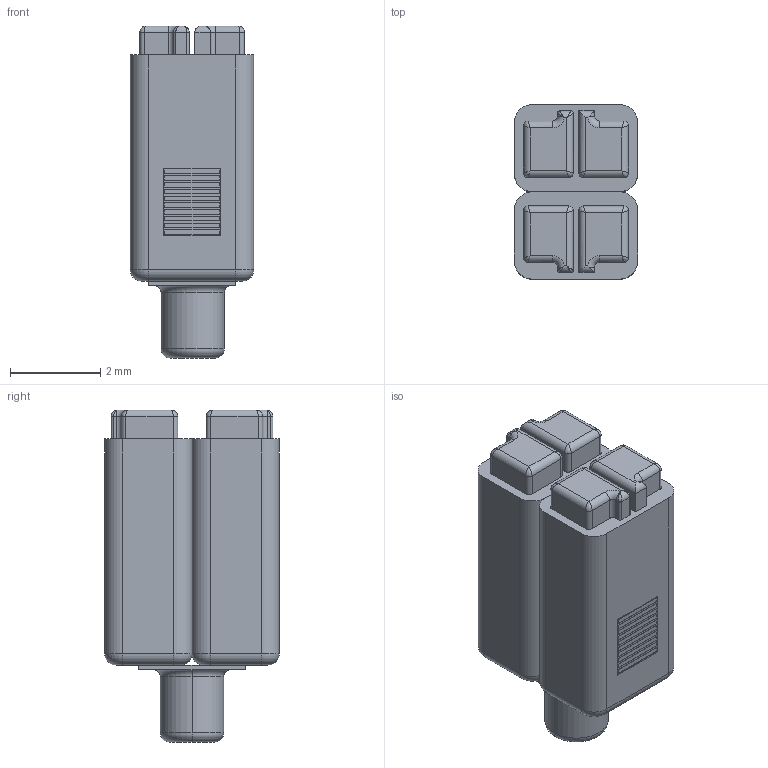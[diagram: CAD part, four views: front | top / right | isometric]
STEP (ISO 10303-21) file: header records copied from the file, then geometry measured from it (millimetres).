
FILE_DESCRIPTION (( 'STEP AP214' ), '1' );
FILE_NAME ('SWFK-31736-000.STEP', '2025-09-09T13:25:10', ( '' ), ( '' ), 'SwSTEP 2.0', 'SolidWorks 2023', '' );
FILE_SCHEMA (( 'AUTOMOTIVE_DESIGN' ));
Length unit declared in the file: millimetre
Products named in the file (1): SWFK-31736-000
Bounding box: 2.73 x 3.86 x 7.34 mm (x, y, z)
Volume: 56.3 mm3; surface area: 112.8 mm2
Topology: 1 solids, 1 shells, 253 faces, 598 edges, 356 vertices
Faces by surface type: plane 155, cylinder 64, bspline 18, torus 16
Entity records: 10128 total; most frequent: CARTESIAN_POINT 1726, ORIENTED_EDGE 1164, DIRECTION 1120, EDGE_CURVE 582, VECTOR 432, LINE 432, VERTEX_POINT 356, AXIS2_PLACEMENT_3D 344
